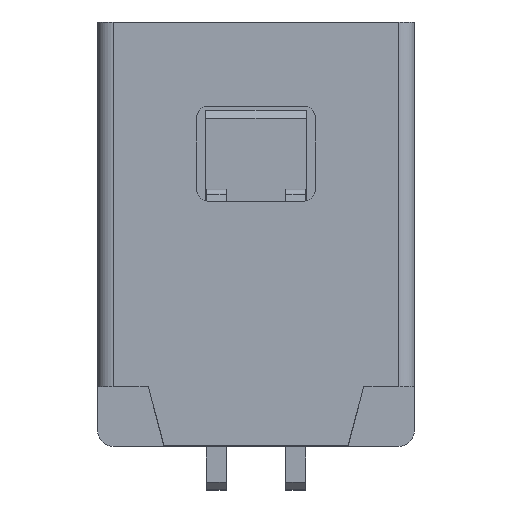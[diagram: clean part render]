
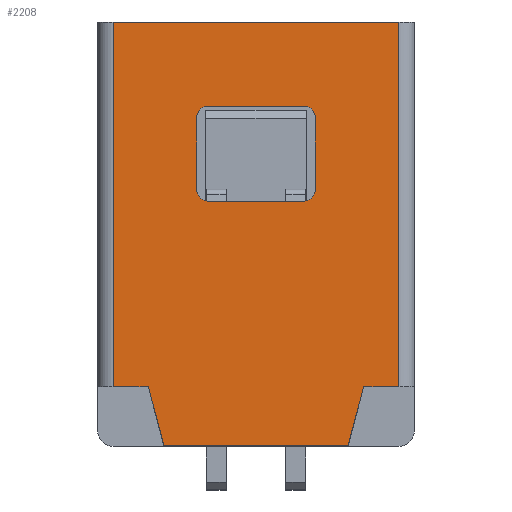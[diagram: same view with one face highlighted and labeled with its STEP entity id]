
A CAD part, top view. The second image highlights one B-rep face of the part: STEP entity #2208.
In plain terms, the highlighted planar face has unit normal (0, 0, 1).
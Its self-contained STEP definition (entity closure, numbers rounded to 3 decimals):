
#17=DIRECTION('',(1.,0.,0.));
#18=VECTOR('',#17,2.32);
#19=CARTESIAN_POINT('',(-1.16,-2.675,1.55));
#20=LINE('',#19,#18);
#38=DIRECTION('',(0.,-1.,0.));
#39=VECTOR('',#38,0.9);
#40=CARTESIAN_POINT('',(0.75,1.465,1.55));
#41=LINE('',#40,#39);
#42=CARTESIAN_POINT('',(0.6,1.465,1.55));
#43=DIRECTION('',(0.,0.,-1.));
#44=DIRECTION('',(0.,1.,0.));
#45=AXIS2_PLACEMENT_3D('',#42,#43,#44);
#47=DIRECTION('',(1.,0.,0.));
#48=VECTOR('',#47,1.2);
#49=CARTESIAN_POINT('',(-0.6,1.615,1.55));
#50=LINE('',#49,#48);
#51=CARTESIAN_POINT('',(-0.6,1.465,1.55));
#52=DIRECTION('',(0.,0.,-1.));
#53=DIRECTION('',(-1.,0.,0.));
#54=AXIS2_PLACEMENT_3D('',#51,#52,#53);
#56=DIRECTION('',(0.,1.,0.));
#57=VECTOR('',#56,0.9);
#58=CARTESIAN_POINT('',(-0.75,0.565,1.55));
#59=LINE('',#58,#57);
#60=CARTESIAN_POINT('',(-0.6,0.565,1.55));
#61=DIRECTION('',(0.,0.,-1.));
#62=DIRECTION('',(0.,-1.,0.));
#63=AXIS2_PLACEMENT_3D('',#60,#61,#62);
#65=DIRECTION('',(-1.,0.,0.));
#66=VECTOR('',#65,1.2);
#67=CARTESIAN_POINT('',(0.6,0.415,1.55));
#68=LINE('',#67,#66);
#69=CARTESIAN_POINT('',(0.6,0.565,1.55));
#70=DIRECTION('',(0.,0.,-1.));
#71=DIRECTION('',(1.,0.,0.));
#72=AXIS2_PLACEMENT_3D('',#69,#70,#71);
#74=DIRECTION('',(0.258,0.966,0.));
#75=VECTOR('',#74,0.776);
#76=CARTESIAN_POINT('',(1.16,-2.675,1.55));
#77=LINE('',#76,#75);
#78=DIRECTION('',(-0.258,0.966,0.));
#79=VECTOR('',#78,0.776);
#80=CARTESIAN_POINT('',(-1.16,-2.675,1.55));
#81=LINE('',#80,#79);
#82=DIRECTION('',(1.,0.,0.));
#83=VECTOR('',#82,0.44);
#84=CARTESIAN_POINT('',(-1.8,-1.925,1.55));
#85=LINE('',#84,#83);
#86=DIRECTION('',(-1.,0.,0.));
#87=VECTOR('',#86,0.44);
#88=CARTESIAN_POINT('',(1.8,-1.925,1.55));
#89=LINE('',#88,#87);
#440=DIRECTION('',(0.,-1.,0.));
#441=VECTOR('',#440,4.6);
#442=CARTESIAN_POINT('',(1.8,2.675,1.55));
#443=LINE('',#442,#441);
#469=DIRECTION('',(1.,0.,0.));
#470=VECTOR('',#469,3.6);
#471=CARTESIAN_POINT('',(-1.8,2.675,1.55));
#472=LINE('',#471,#470);
#1086=DIRECTION('',(0.,-1.,0.));
#1087=VECTOR('',#1086,4.6);
#1088=CARTESIAN_POINT('',(-1.8,2.675,1.55));
#1089=LINE('',#1088,#1087);
#1790=CARTESIAN_POINT('',(-1.16,-2.675,1.55));
#1791=VERTEX_POINT('',#1790);
#1798=CARTESIAN_POINT('',(-1.36,-1.925,1.55));
#1799=VERTEX_POINT('',#1798);
#1800=CARTESIAN_POINT('',(-1.8,-1.925,1.55));
#1801=VERTEX_POINT('',#1800);
#1805=CARTESIAN_POINT('',(-1.8,2.675,1.55));
#1807=VERTEX_POINT('',#1805);
#1808=CARTESIAN_POINT('',(1.8,2.675,1.55));
#1810=VERTEX_POINT('',#1808);
#1872=CARTESIAN_POINT('',(0.75,1.465,1.55));
#1873=CARTESIAN_POINT('',(0.75,0.565,1.55));
#1874=VERTEX_POINT('',#1872);
#1875=VERTEX_POINT('',#1873);
#1876=CARTESIAN_POINT('',(0.6,0.415,1.55));
#1877=CARTESIAN_POINT('',(-0.6,0.415,1.55));
#1878=VERTEX_POINT('',#1876);
#1879=VERTEX_POINT('',#1877);
#1880=CARTESIAN_POINT('',(-0.75,0.565,1.55));
#1881=CARTESIAN_POINT('',(-0.75,1.465,1.55));
#1882=VERTEX_POINT('',#1880);
#1883=VERTEX_POINT('',#1881);
#1884=CARTESIAN_POINT('',(-0.6,1.615,1.55));
#1885=CARTESIAN_POINT('',(0.6,1.615,1.55));
#1886=VERTEX_POINT('',#1884);
#1887=VERTEX_POINT('',#1885);
#1944=CARTESIAN_POINT('',(1.16,-2.675,1.55));
#1945=VERTEX_POINT('',#1944);
#1946=CARTESIAN_POINT('',(1.36,-1.925,1.55));
#1947=VERTEX_POINT('',#1946);
#1948=CARTESIAN_POINT('',(1.8,-1.925,1.55));
#1949=VERTEX_POINT('',#1948);
#2169=CARTESIAN_POINT('',(-2.,-2.675,1.55));
#2170=DIRECTION('',(0.,0.,1.));
#2171=DIRECTION('',(1.,0.,0.));
#2172=AXIS2_PLACEMENT_3D('',#2169,#2170,#2171);
#2173=PLANE('',#2172);
#2174=ORIENTED_EDGE('',*,*,#2161,.F.);
#2175=ORIENTED_EDGE('',*,*,#2131,.F.);
#2177=ORIENTED_EDGE('',*,*,#2176,.T.);
#2179=ORIENTED_EDGE('',*,*,#2178,.F.);
#2181=ORIENTED_EDGE('',*,*,#2180,.F.);
#2183=ORIENTED_EDGE('',*,*,#2182,.T.);
#2185=ORIENTED_EDGE('',*,*,#2184,.T.);
#2187=ORIENTED_EDGE('',*,*,#2186,.T.);
#2188=EDGE_LOOP('',(#2174,#2175,#2177,#2179,#2181,#2183,#2185,#2187));
#2189=FACE_OUTER_BOUND('',#2188,.F.);
#2191=ORIENTED_EDGE('',*,*,#2190,.F.);
#2193=ORIENTED_EDGE('',*,*,#2192,.F.);
#2195=ORIENTED_EDGE('',*,*,#2194,.F.);
#2197=ORIENTED_EDGE('',*,*,#2196,.F.);
#2199=ORIENTED_EDGE('',*,*,#2198,.F.);
#2201=ORIENTED_EDGE('',*,*,#2200,.F.);
#2203=ORIENTED_EDGE('',*,*,#2202,.F.);
#2205=ORIENTED_EDGE('',*,*,#2204,.F.);
#2206=EDGE_LOOP('',(#2191,#2193,#2195,#2197,#2199,#2201,#2203,#2205));
#2207=FACE_BOUND('',#2206,.F.);
#2208=ADVANCED_FACE('',(#2189,#2207),#2173,.T.);
#46=CIRCLE('',#45,0.15);
#55=CIRCLE('',#54,0.15);
#64=CIRCLE('',#63,0.15);
#73=CIRCLE('',#72,0.15);
#2131=EDGE_CURVE('',#1791,#1945,#20,.T.);
#2161=EDGE_CURVE('',#1945,#1947,#77,.T.);
#2176=EDGE_CURVE('',#1791,#1799,#81,.T.);
#2178=EDGE_CURVE('',#1801,#1799,#85,.T.);
#2180=EDGE_CURVE('',#1807,#1801,#1089,.T.);
#2182=EDGE_CURVE('',#1807,#1810,#472,.T.);
#2184=EDGE_CURVE('',#1810,#1949,#443,.T.);
#2186=EDGE_CURVE('',#1949,#1947,#89,.T.);
#2190=EDGE_CURVE('',#1874,#1875,#41,.T.);
#2192=EDGE_CURVE('',#1887,#1874,#46,.T.);
#2194=EDGE_CURVE('',#1886,#1887,#50,.T.);
#2196=EDGE_CURVE('',#1883,#1886,#55,.T.);
#2198=EDGE_CURVE('',#1882,#1883,#59,.T.);
#2200=EDGE_CURVE('',#1879,#1882,#64,.T.);
#2202=EDGE_CURVE('',#1878,#1879,#68,.T.);
#2204=EDGE_CURVE('',#1875,#1878,#73,.T.);
